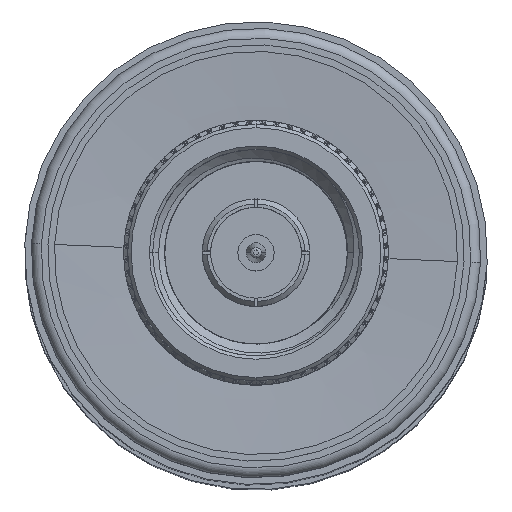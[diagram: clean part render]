
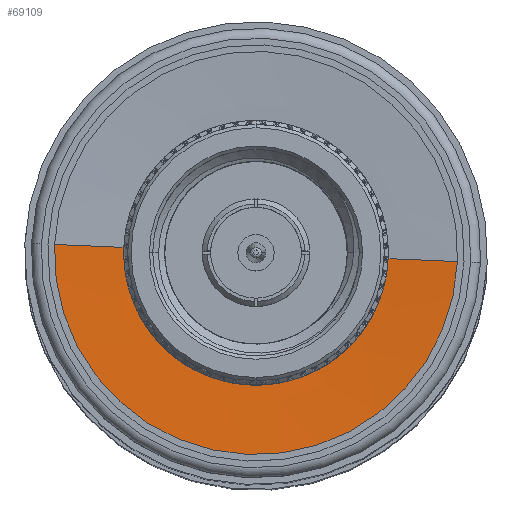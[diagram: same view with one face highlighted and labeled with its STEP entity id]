
A CAD part, top view. The second image highlights one B-rep face of the part: STEP entity #69109.
In plain terms, the highlighted conical face has half-angle 87 degrees and reference radius 15.494 mm.
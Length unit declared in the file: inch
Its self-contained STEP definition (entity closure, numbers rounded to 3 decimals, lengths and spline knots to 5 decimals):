
#1566 = CARTESIAN_POINT ( 'NONE',  ( -1.56, 0., 0. ) ) ;
#2224 = VECTOR ( 'NONE', #5620, 39.37008 ) ;
#2438 = EDGE_CURVE ( 'NONE', #78586, #38122, #41123, .T. ) ;
#4663 = CARTESIAN_POINT ( 'NONE',  ( -1.54323, 0., -0.29 ) ) ;
#5620 = DIRECTION ( 'NONE',  ( -0.052, 0., -0.999 ) ) ;
#6877 = AXIS2_PLACEMENT_3D ( 'NONE', #93764, #68773, #52676 ) ;
#8227 = EDGE_CURVE ( 'NONE', #56470, #78586, #29497, .T. ) ;
#14073 = LINE ( 'NONE', #30711, #53681 ) ;
#14426 = CONICAL_SURFACE ( 'NONE', #76461, 0.61, 1.518 ) ;
#14495 = EDGE_CURVE ( 'NONE', #76496, #38122, #14073, .T. ) ;
#15179 = CARTESIAN_POINT ( 'NONE',  ( -1.56, 0., 0.61 ) ) ;
#15539 = CARTESIAN_POINT ( 'NONE',  ( -1.54323, 0., 0.29 ) ) ;
#19240 = CIRCLE ( 'NONE', #6877, 0.29 ) ;
#28716 = CARTESIAN_POINT ( 'NONE',  ( -1.56, 0., 0. ) ) ;
#29497 = LINE ( 'NONE', #88372, #2224 ) ;
#30711 = CARTESIAN_POINT ( 'NONE',  ( -1.56, 0., 0.61 ) ) ;
#35040 = EDGE_LOOP ( 'NONE', ( #70890, #50396, #37019, #85159 ) ) ;
#36529 = DIRECTION ( 'NONE',  ( -1., 0., 0. ) ) ;
#37019 = ORIENTED_EDGE ( 'NONE', *, *, #2438, .T. ) ;
#38122 = VERTEX_POINT ( 'NONE', #15179 ) ;
#41123 = CIRCLE ( 'NONE', #78239, 0.61 ) ;
#50396 = ORIENTED_EDGE ( 'NONE', *, *, #8227, .T. ) ;
#52676 = DIRECTION ( 'NONE',  ( 0., 0., 1. ) ) ;
#53681 = VECTOR ( 'NONE', #104195, 39.37008 ) ;
#56470 = VERTEX_POINT ( 'NONE', #4663 ) ;
#59892 = DIRECTION ( 'NONE',  ( 0., 0., 1. ) ) ;
#60425 = DIRECTION ( 'NONE',  ( 0., 0., 1. ) ) ;
#61221 = EDGE_CURVE ( 'NONE', #56470, #76496, #19240, .T. ) ;
#68773 = DIRECTION ( 'NONE',  ( -1., 0., 0. ) ) ;
#69109 = ADVANCED_FACE ( 'NONE', ( #76540 ), #14426, .F. ) ;
#70890 = ORIENTED_EDGE ( 'NONE', *, *, #61221, .F. ) ;
#76461 = AXIS2_PLACEMENT_3D ( 'NONE', #1566, #85400, #59892 ) ;
#76496 = VERTEX_POINT ( 'NONE', #15539 ) ;
#76540 = FACE_OUTER_BOUND ( 'NONE', #35040, .T. ) ;
#78239 = AXIS2_PLACEMENT_3D ( 'NONE', #28716, #36529, #60425 ) ;
#78586 = VERTEX_POINT ( 'NONE', #105995 ) ;
#85159 = ORIENTED_EDGE ( 'NONE', *, *, #14495, .F. ) ;
#85400 = DIRECTION ( 'NONE',  ( -1., 0., 0. ) ) ;
#88372 = CARTESIAN_POINT ( 'NONE',  ( -1.56, 0., -0.61 ) ) ;
#93764 = CARTESIAN_POINT ( 'NONE',  ( -1.54323, 0., 0. ) ) ;
#104195 = DIRECTION ( 'NONE',  ( -0.052, 0., 0.999 ) ) ;
#105995 = CARTESIAN_POINT ( 'NONE',  ( -1.56, 0., -0.61 ) ) ;
